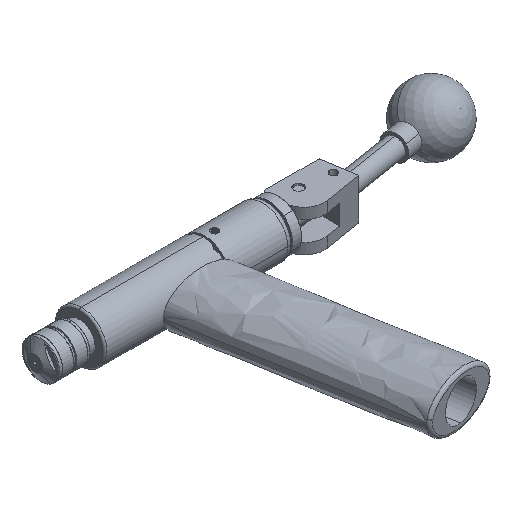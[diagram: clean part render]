
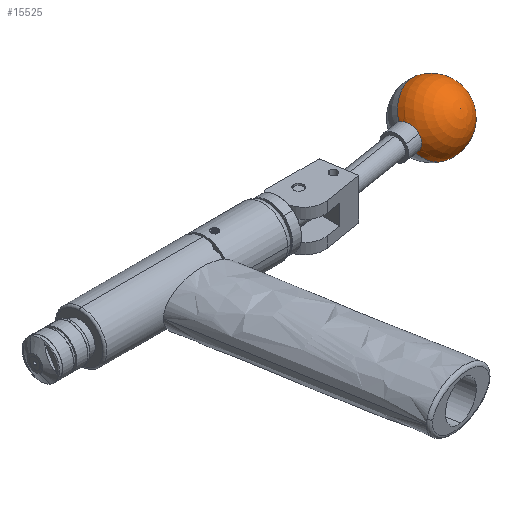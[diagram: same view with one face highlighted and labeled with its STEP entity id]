
A CAD part, isometric view. The second image highlights one B-rep face of the part: STEP entity #15525.
In plain terms, the highlighted spherical face has radius 15.875 mm.
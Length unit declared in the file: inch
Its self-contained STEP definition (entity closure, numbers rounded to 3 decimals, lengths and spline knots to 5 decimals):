
#125 = CARTESIAN_POINT ( 'NONE',  ( 7.16742, 0.28004, 0. ) ) ;
#1004 = CARTESIAN_POINT ( 'NONE',  ( 7.16742, 0.28004, 0. ) ) ;
#1051 = CARTESIAN_POINT ( 'NONE',  ( 6.60165, 0.19044, 0. ) ) ;
#1251 = ORIENTED_EDGE ( 'NONE', *, *, #11667, .T. ) ;
#2294 = AXIS2_PLACEMENT_3D ( 'NONE', #10514, #15668, #4091 ) ;
#2477 = AXIS2_PLACEMENT_3D ( 'NONE', #1051, #14249, #15539 ) ;
#2506 = EDGE_CURVE ( 'NONE', #10465, #4310, #9070, .T. ) ;
#3113 = AXIS2_PLACEMENT_3D ( 'NONE', #125, #11999, #15814 ) ;
#3127 = SPHERICAL_SURFACE ( 'NONE', #3113, 0.625 ) ;
#4091 = DIRECTION ( 'NONE',  ( 0., -0.59, -0.808 ) ) ;
#4252 = ORIENTED_EDGE ( 'NONE', *, *, #10104, .T. ) ;
#4268 = ORIENTED_EDGE ( 'NONE', *, *, #2506, .T. ) ;
#4310 = VERTEX_POINT ( 'NONE', #16187 ) ;
#5612 = DIRECTION ( 'NONE',  ( 0.127, -0.801, 0.585 ) ) ;
#6106 = DIRECTION ( 'NONE',  ( 0., 0.59, 0.808 ) ) ;
#6252 = CIRCLE ( 'NONE', #7311, 0.625 ) ;
#7193 = CARTESIAN_POINT ( 'NONE',  ( 7.78472, 0.37782, 0. ) ) ;
#7311 = AXIS2_PLACEMENT_3D ( 'NONE', #1004, #16528, #6106 ) ;
#8127 = DIRECTION ( 'NONE',  ( 0.988, 0.156, 0. ) ) ;
#9070 = CIRCLE ( 'NONE', #2294, 0.625 ) ;
#9139 = AXIS2_PLACEMENT_3D ( 'NONE', #15767, #8127, #5612 ) ;
#9143 = VERTEX_POINT ( 'NONE', #12293 ) ;
#9683 = CIRCLE ( 'NONE', #9139, 0.25 ) ;
#10104 = EDGE_CURVE ( 'NONE', #16168, #9143, #14609, .T. ) ;
#10282 = ORIENTED_EDGE ( 'NONE', *, *, #10545, .F. ) ;
#10465 = VERTEX_POINT ( 'NONE', #7193 ) ;
#10514 = CARTESIAN_POINT ( 'NONE',  ( 7.16742, 0.28004, 0. ) ) ;
#10545 = EDGE_CURVE ( 'NONE', #10465, #9143, #6252, .T. ) ;
#11279 = CARTESIAN_POINT ( 'NONE',  ( 6.63337, -0.00981, 0.14627 ) ) ;
#11589 = FACE_OUTER_BOUND ( 'NONE', #16024, .T. ) ;
#11667 = EDGE_CURVE ( 'NONE', #4310, #16168, #9683, .T. ) ;
#11999 = DIRECTION ( 'NONE',  ( 0.127, -0.801, 0.585 ) ) ;
#12293 = CARTESIAN_POINT ( 'NONE',  ( 6.62453, 0.04597, -0.20274 ) ) ;
#14249 = DIRECTION ( 'NONE',  ( 0.988, 0.156, 0. ) ) ;
#14609 = CIRCLE ( 'NONE', #2477, 0.25 ) ;
#15525 = ADVANCED_FACE ( 'NONE', ( #11589 ), #3127, .T. ) ;
#15539 = DIRECTION ( 'NONE',  ( 0.127, -0.801, 0.585 ) ) ;
#15668 = DIRECTION ( 'NONE',  ( 0.127, -0.801, 0.585 ) ) ;
#15767 = CARTESIAN_POINT ( 'NONE',  ( 6.60165, 0.19044, 0. ) ) ;
#15814 = DIRECTION ( 'NONE',  ( 0.092, -0.578, -0.811 ) ) ;
#16024 = EDGE_LOOP ( 'NONE', ( #10282, #4268, #1251, #4252 ) ) ;
#16168 = VERTEX_POINT ( 'NONE', #11279 ) ;
#16187 = CARTESIAN_POINT ( 'NONE',  ( 6.57877, 0.3349, 0.20274 ) ) ;
#16528 = DIRECTION ( 'NONE',  ( -0.127, 0.801, -0.585 ) ) ;
